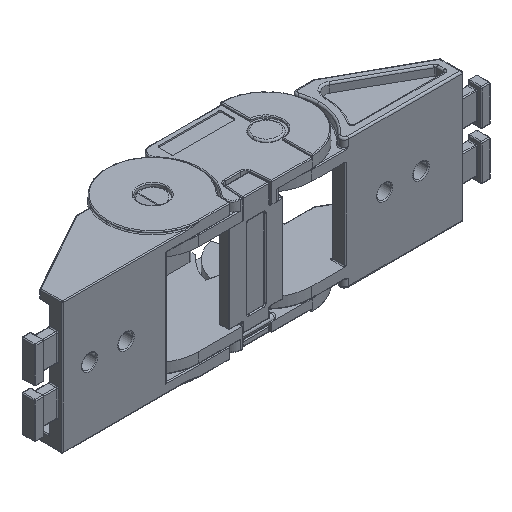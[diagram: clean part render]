
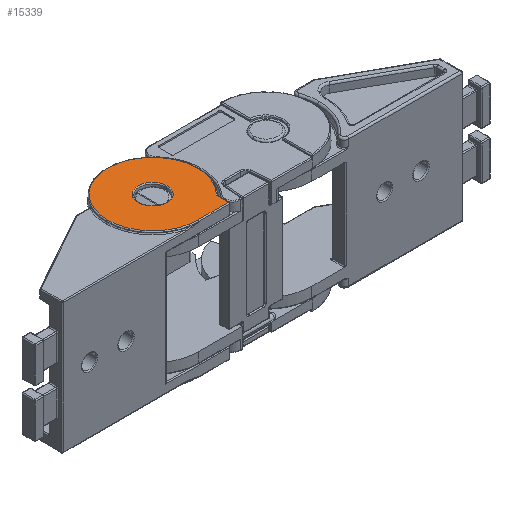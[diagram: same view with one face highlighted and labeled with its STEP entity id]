
A CAD part, isometric view. The second image highlights one B-rep face of the part: STEP entity #15339.
In plain terms, the highlighted planar face has unit normal (0, 0, 1).
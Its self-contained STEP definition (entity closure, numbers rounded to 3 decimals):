
#4 = CARTESIAN_POINT ( 'NONE',  ( -12.6, 0., 7.9 ) ) ;
#334 = CARTESIAN_POINT ( 'NONE',  ( -12.6, -9.9, 7.9 ) ) ;
#380 = ORIENTED_EDGE ( 'NONE', *, *, #20033, .T. ) ;
#737 = VERTEX_POINT ( 'NONE', #19198 ) ;
#1150 = VERTEX_POINT ( 'NONE', #11198 ) ;
#1216 = CARTESIAN_POINT ( 'NONE',  ( -12.6, 0., 7.9 ) ) ;
#1300 = DIRECTION ( 'NONE',  ( 1., 0., 0. ) ) ;
#1340 = CIRCLE ( 'NONE', #4858, 9.9 ) ;
#2000 = PLANE ( 'NONE',  #22854 ) ;
#3134 = DIRECTION ( 'NONE',  ( 0., 0., 1. ) ) ;
#3187 = EDGE_CURVE ( 'NONE', #5576, #13653, #5558, .T. ) ;
#3305 = ORIENTED_EDGE ( 'NONE', *, *, #15497, .T. ) ;
#3806 = CIRCLE ( 'NONE', #14340, 9.9 ) ;
#3835 = VECTOR ( 'NONE', #21586, 1000. ) ;
#4645 = EDGE_CURVE ( 'NONE', #11172, #18881, #12487, .T. ) ;
#4697 = CARTESIAN_POINT ( 'NONE',  ( -5.8, -7.195, 7.9 ) ) ;
#4858 = AXIS2_PLACEMENT_3D ( 'NONE', #24140, #5209, #14712 ) ;
#5041 = CARTESIAN_POINT ( 'NONE',  ( -12.6, 0., 7.9 ) ) ;
#5208 = ORIENTED_EDGE ( 'NONE', *, *, #23039, .T. ) ;
#5209 = DIRECTION ( 'NONE',  ( 0., 0., 1. ) ) ;
#5349 = DIRECTION ( 'NONE',  ( 1., 0., 0. ) ) ;
#5558 = CIRCLE ( 'NONE', #21164, 3.2 ) ;
#5576 = VERTEX_POINT ( 'NONE', #16370 ) ;
#5819 = EDGE_CURVE ( 'NONE', #1150, #22881, #3806, .T. ) ;
#6892 = CARTESIAN_POINT ( 'NONE',  ( -9.4, 0., 7.9 ) ) ;
#7236 = ORIENTED_EDGE ( 'NONE', *, *, #4645, .T. ) ;
#7402 = FACE_OUTER_BOUND ( 'NONE', #8556, .T. ) ;
#8318 = CIRCLE ( 'NONE', #18192, 3.2 ) ;
#8331 = CARTESIAN_POINT ( 'NONE',  ( -5.8, 0., 7.9 ) ) ;
#8556 = EDGE_LOOP ( 'NONE', ( #11188, #5208, #8873, #3305, #7236 ) ) ;
#8873 = ORIENTED_EDGE ( 'NONE', *, *, #5819, .T. ) ;
#9194 = ORIENTED_EDGE ( 'NONE', *, *, #3187, .T. ) ;
#11092 = DIRECTION ( 'NONE',  ( 0., 0., 1. ) ) ;
#11118 = EDGE_LOOP ( 'NONE', ( #380, #9194 ) ) ;
#11172 = VERTEX_POINT ( 'NONE', #13241 ) ;
#11185 = DIRECTION ( 'NONE',  ( 0., 0., -1. ) ) ;
#11188 = ORIENTED_EDGE ( 'NONE', *, *, #16911, .T. ) ;
#11198 = CARTESIAN_POINT ( 'NONE',  ( -22.5, 0., 7.9 ) ) ;
#12102 = CIRCLE ( 'NONE', #15211, 9.9 ) ;
#12487 = LINE ( 'NONE', #8331, #3835 ) ;
#12620 = DIRECTION ( 'NONE',  ( 1., 0., 0. ) ) ;
#12785 = LINE ( 'NONE', #334, #22326 ) ;
#13241 = CARTESIAN_POINT ( 'NONE',  ( -5.8, -9.9, 7.9 ) ) ;
#13653 = VERTEX_POINT ( 'NONE', #6892 ) ;
#14340 = AXIS2_PLACEMENT_3D ( 'NONE', #1216, #3134, #1300 ) ;
#14712 = DIRECTION ( 'NONE',  ( 1., 0., 0. ) ) ;
#15211 = AXIS2_PLACEMENT_3D ( 'NONE', #20618, #11092, #5349 ) ;
#15310 = DIRECTION ( 'NONE',  ( 0., 0., 1. ) ) ;
#15339 = ADVANCED_FACE ( 'NONE', ( #7402, #22042 ), #2000, .T. ) ;
#15497 = EDGE_CURVE ( 'NONE', #22881, #11172, #12785, .T. ) ;
#16370 = CARTESIAN_POINT ( 'NONE',  ( -15.8, 0., 7.9 ) ) ;
#16911 = EDGE_CURVE ( 'NONE', #18881, #737, #1340, .T. ) ;
#18192 = AXIS2_PLACEMENT_3D ( 'NONE', #20714, #11185, #24295 ) ;
#18881 = VERTEX_POINT ( 'NONE', #4697 ) ;
#19198 = CARTESIAN_POINT ( 'NONE',  ( -2.7, 0., 7.9 ) ) ;
#20033 = EDGE_CURVE ( 'NONE', #13653, #5576, #8318, .T. ) ;
#20618 = CARTESIAN_POINT ( 'NONE',  ( -12.6, 0., 7.9 ) ) ;
#20714 = CARTESIAN_POINT ( 'NONE',  ( -12.6, 0., 7.9 ) ) ;
#20899 = DIRECTION ( 'NONE',  ( -1., 0., 0. ) ) ;
#21164 = AXIS2_PLACEMENT_3D ( 'NONE', #5041, #22451, #12620 ) ;
#21586 = DIRECTION ( 'NONE',  ( 0., 1., 0. ) ) ;
#22042 = FACE_BOUND ( 'NONE', #11118, .T. ) ;
#22280 = CARTESIAN_POINT ( 'NONE',  ( -12.6, -9.9, 7.9 ) ) ;
#22326 = VECTOR ( 'NONE', #23146, 1000. ) ;
#22451 = DIRECTION ( 'NONE',  ( 0., 0., -1. ) ) ;
#22854 = AXIS2_PLACEMENT_3D ( 'NONE', #4, #15310, #20899 ) ;
#22881 = VERTEX_POINT ( 'NONE', #22280 ) ;
#23039 = EDGE_CURVE ( 'NONE', #737, #1150, #12102, .T. ) ;
#23146 = DIRECTION ( 'NONE',  ( 1., 0., 0. ) ) ;
#24140 = CARTESIAN_POINT ( 'NONE',  ( -12.6, 0., 7.9 ) ) ;
#24295 = DIRECTION ( 'NONE',  ( 1., 0., 0. ) ) ;
